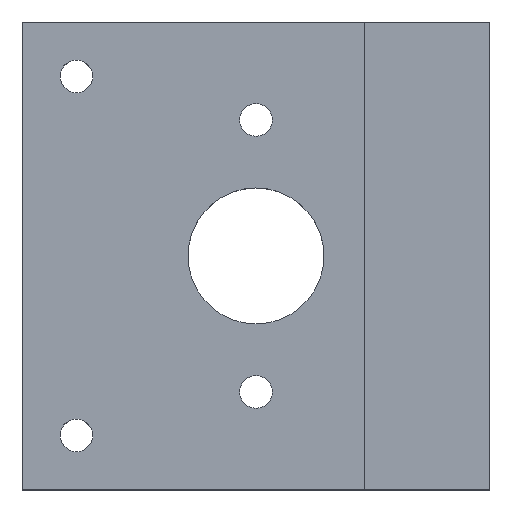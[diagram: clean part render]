
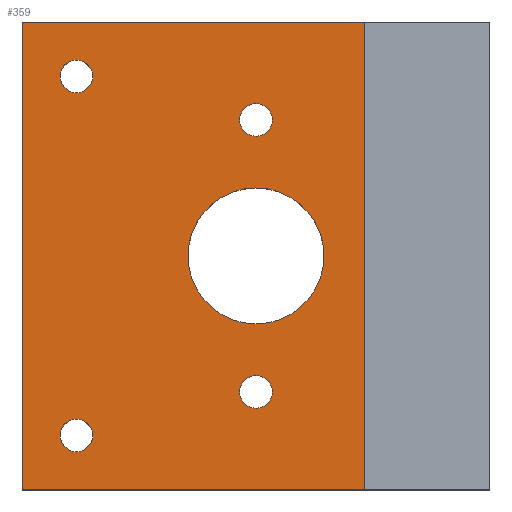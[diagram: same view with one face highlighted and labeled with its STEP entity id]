
A CAD part, top view. The second image highlights one B-rep face of the part: STEP entity #359.
In plain terms, the highlighted planar face has unit normal (0, 0, 1).
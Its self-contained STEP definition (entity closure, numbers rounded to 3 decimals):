
#19=FACE_BOUND('',#83,.T.);
#20=FACE_BOUND('',#84,.T.);
#21=FACE_BOUND('',#85,.T.);
#22=FACE_BOUND('',#86,.T.);
#23=FACE_BOUND('',#87,.T.);
#36=PLANE('',#412);
#57=FACE_OUTER_BOUND('',#82,.T.);
#82=EDGE_LOOP('',(#300,#301,#302,#303));
#83=EDGE_LOOP('',(#304));
#84=EDGE_LOOP('',(#305));
#85=EDGE_LOOP('',(#306));
#86=EDGE_LOOP('',(#307));
#87=EDGE_LOOP('',(#308));
#115=LINE('',#603,#142);
#116=LINE('',#606,#143);
#117=LINE('',#608,#144);
#118=LINE('',#609,#145);
#142=VECTOR('',#505,10.);
#143=VECTOR('',#508,10.);
#144=VECTOR('',#509,10.);
#145=VECTOR('',#510,10.);
#163=CIRCLE('',#399,3.);
#164=CIRCLE('',#401,3.);
#165=CIRCLE('',#403,3.);
#166=CIRCLE('',#405,3.);
#167=CIRCLE('',#407,12.5);
#181=VERTEX_POINT('',#562);
#182=VERTEX_POINT('',#566);
#183=VERTEX_POINT('',#570);
#184=VERTEX_POINT('',#574);
#185=VERTEX_POINT('',#578);
#193=VERTEX_POINT('',#599);
#194=VERTEX_POINT('',#601);
#195=VERTEX_POINT('',#605);
#196=VERTEX_POINT('',#607);
#215=EDGE_CURVE('',#181,#181,#163,.T.);
#217=EDGE_CURVE('',#182,#182,#164,.T.);
#219=EDGE_CURVE('',#183,#183,#165,.T.);
#221=EDGE_CURVE('',#184,#184,#166,.T.);
#223=EDGE_CURVE('',#185,#185,#167,.T.);
#235=EDGE_CURVE('',#193,#194,#115,.T.);
#236=EDGE_CURVE('',#195,#193,#116,.T.);
#237=EDGE_CURVE('',#196,#194,#117,.T.);
#238=EDGE_CURVE('',#195,#196,#118,.T.);
#300=ORIENTED_EDGE('',*,*,#236,.T.);
#301=ORIENTED_EDGE('',*,*,#235,.T.);
#302=ORIENTED_EDGE('',*,*,#237,.F.);
#303=ORIENTED_EDGE('',*,*,#238,.F.);
#304=ORIENTED_EDGE('',*,*,#215,.T.);
#305=ORIENTED_EDGE('',*,*,#217,.T.);
#306=ORIENTED_EDGE('',*,*,#219,.T.);
#307=ORIENTED_EDGE('',*,*,#221,.T.);
#308=ORIENTED_EDGE('',*,*,#223,.T.);
#359=ADVANCED_FACE('',(#57,#19,#20,#21,#22,#23),#36,.T.);
#399=AXIS2_PLACEMENT_3D('',#563,#465,#466);
#401=AXIS2_PLACEMENT_3D('',#567,#470,#471);
#403=AXIS2_PLACEMENT_3D('',#571,#475,#476);
#405=AXIS2_PLACEMENT_3D('',#575,#480,#481);
#407=AXIS2_PLACEMENT_3D('',#579,#485,#486);
#412=AXIS2_PLACEMENT_3D('',#604,#506,#507);
#465=DIRECTION('center_axis',(0.,0.,-1.));
#466=DIRECTION('ref_axis',(1.,0.,0.));
#470=DIRECTION('center_axis',(0.,0.,-1.));
#471=DIRECTION('ref_axis',(1.,0.,0.));
#475=DIRECTION('center_axis',(0.,0.,-1.));
#476=DIRECTION('ref_axis',(1.,0.,0.));
#480=DIRECTION('center_axis',(0.,0.,-1.));
#481=DIRECTION('ref_axis',(1.,0.,0.));
#485=DIRECTION('center_axis',(0.,0.,-1.));
#486=DIRECTION('ref_axis',(1.,0.,0.));
#505=DIRECTION('',(0.,1.,0.));
#506=DIRECTION('center_axis',(0.,0.,1.));
#507=DIRECTION('ref_axis',(1.,0.,0.));
#508=DIRECTION('',(1.,0.,0.));
#509=DIRECTION('',(1.,0.,0.));
#510=DIRECTION('',(0.,1.,0.));
#562=CARTESIAN_POINT('',(-18.,10.,10.));
#563=CARTESIAN_POINT('Origin',(-15.,10.,10.));
#566=CARTESIAN_POINT('',(-18.,76.,10.));
#567=CARTESIAN_POINT('Origin',(-15.,76.,10.));
#570=CARTESIAN_POINT('',(15.,18.,10.));
#571=CARTESIAN_POINT('Origin',(18.,18.,10.));
#574=CARTESIAN_POINT('',(15.,68.,10.));
#575=CARTESIAN_POINT('Origin',(18.,68.,10.));
#578=CARTESIAN_POINT('',(5.5,43.,10.));
#579=CARTESIAN_POINT('Origin',(18.,43.,10.));
#599=CARTESIAN_POINT('',(38.,0.,10.));
#601=CARTESIAN_POINT('',(38.,86.,10.));
#603=CARTESIAN_POINT('',(38.,0.,10.));
#604=CARTESIAN_POINT('Origin',(-25.,0.,10.));
#605=CARTESIAN_POINT('',(-25.,0.,10.));
#606=CARTESIAN_POINT('',(-25.,0.,10.));
#607=CARTESIAN_POINT('',(-25.,86.,10.));
#608=CARTESIAN_POINT('',(-25.,86.,10.));
#609=CARTESIAN_POINT('',(-25.,0.,10.));
